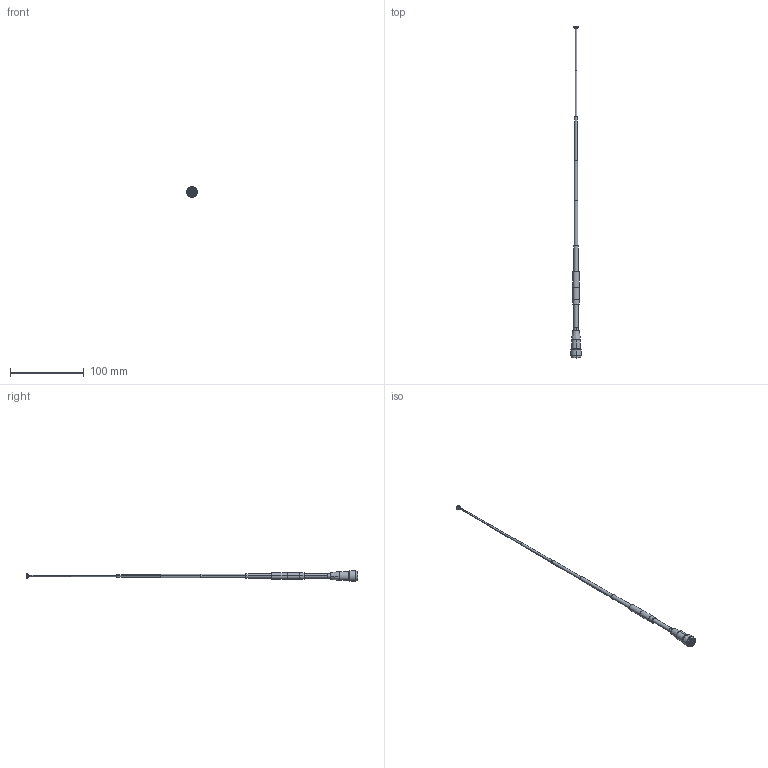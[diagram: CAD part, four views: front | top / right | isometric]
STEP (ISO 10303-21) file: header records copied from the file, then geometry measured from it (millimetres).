
FILE_DESCRIPTION (( 'STEP AP214' ), '1' );
FILE_NAME ('FMANRBD1031_3D.step', '2023-04-03T18:56:26', ( '' ), ( '' ), 'SwSTEP 2.0', 'SolidWorks 2022', '' );
FILE_SCHEMA (( 'AUTOMOTIVE_DESIGN' ));
Length unit declared in the file: inch
Products named in the file (7): Copy of 1AB06-049-MA2^1AB06-049_FMANRBD1031; 1AB06-049^FMANRBD1031; FMANRBD1031_3D; LCANRBD1031; Copy of 1AB06-049-MA4^1AB06-049_FMANRBD1031; Copy of 1AB06-049-MA3^1AB06-049_FMANRBD1031; Copy of 1AB06-049-MA6^1AB06-049_FMANRBD1031
Assembly tree (6 placements, depth 3):
  FMANRBD1031_3D
    1AB06-049^FMANRBD1031
      Copy of 1AB06-049-MA3^1AB06-049_FMANRBD1031
      Copy of 1AB06-049-MA2^1AB06-049_FMANRBD1031
      Copy of 1AB06-049-MA4^1AB06-049_FMANRBD1031
      Copy of 1AB06-049-MA6^1AB06-049_FMANRBD1031
    LCANRBD1031
Bounding box: 14.48 x 449.66 x 14.48 mm (x, y, z)
Volume: 11251.3 mm3; surface area: 9272.2 mm2
Topology: 5 solids, 5 shells, 188 faces, 469 edges, 312 vertices
Faces by surface type: cylinder 87, plane 57, cone 24, bspline 18, sphere 2
Entity records: 8904 total; most frequent: CARTESIAN_POINT 3984, ORIENTED_EDGE 934, DIRECTION 894, EDGE_CURVE 467, AXIS2_PLACEMENT_3D 370, VERTEX_POINT 312, EDGE_LOOP 217, CIRCLE 190
